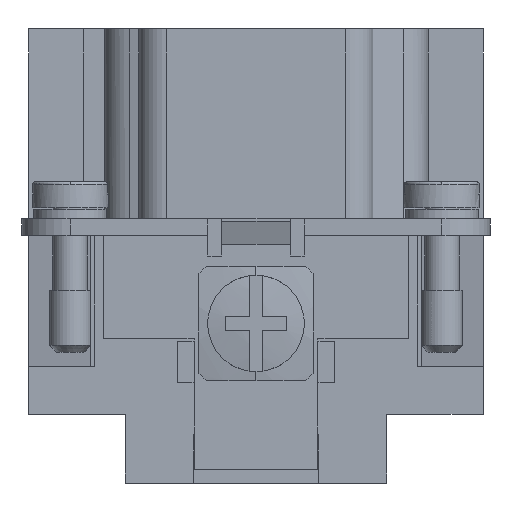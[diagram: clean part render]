
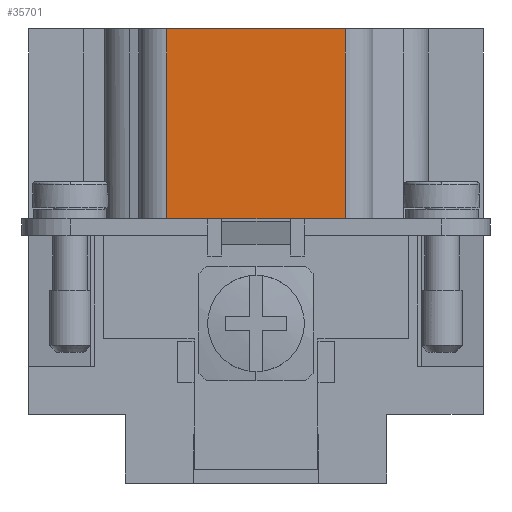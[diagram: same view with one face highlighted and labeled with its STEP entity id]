
A CAD part, left-side view. The second image highlights one B-rep face of the part: STEP entity #35701.
In plain terms, the highlighted planar face has unit normal (-1, 0, 0).
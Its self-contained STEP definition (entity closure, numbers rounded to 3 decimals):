
#33150=CARTESIAN_POINT('',(-41.5,6.5,33.));
#33151=VERTEX_POINT('',#33150);
#33159=CARTESIAN_POINT('',(-41.5,-6.5,33.));
#33160=VERTEX_POINT('',#33159);
#33161=CARTESIAN_POINT('',(-41.5,-6.5,33.));
#33162=DIRECTION('',(0.0,1.0,0.0));
#33163=VECTOR('',#33162,13.0);
#33164=LINE('',#33161,#33163);
#33165=EDGE_CURVE('',#33160,#33151,#33164,.T.);
#34644=CARTESIAN_POINT('',(-41.5,-3.5,19.2));
#34645=VERTEX_POINT('',#34644);
#34652=CARTESIAN_POINT('',(-41.5,3.5,19.2));
#34653=VERTEX_POINT('',#34652);
#34654=CARTESIAN_POINT('',(-41.5,3.5,19.2));
#34655=DIRECTION('',(0.0,-1.0,0.0));
#34656=VECTOR('',#34655,7.0);
#34657=LINE('',#34654,#34656);
#34658=EDGE_CURVE('',#34653,#34645,#34657,.T.);
#35652=CARTESIAN_POINT('',(-41.5,-6.5,19.2));
#35653=VERTEX_POINT('',#35652);
#35654=CARTESIAN_POINT('',(-41.5,-6.5,19.2));
#35655=DIRECTION('',(0.0,0.0,1.0));
#35656=VECTOR('',#35655,13.8);
#35657=LINE('',#35654,#35656);
#35658=EDGE_CURVE('',#35653,#33160,#35657,.T.);
#35671=CARTESIAN_POINT('',(-41.5,-6.5,19.2));
#35672=DIRECTION('',(-1.0,0.0,0.0));
#35673=DIRECTION('',(0.0,0.0,1.0));
#35674=AXIS2_PLACEMENT_3D('',#35671,#35672,#35673);
#35675=PLANE('',#35674);
#35676=ORIENTED_EDGE('',*,*,#33165,.T.);
#35677=CARTESIAN_POINT('',(-41.5,6.5,19.2));
#35678=VERTEX_POINT('',#35677);
#35679=CARTESIAN_POINT('',(-41.5,6.5,19.2));
#35680=DIRECTION('',(0.0,0.0,1.0));
#35681=VECTOR('',#35680,13.8);
#35682=LINE('',#35679,#35681);
#35683=EDGE_CURVE('',#35678,#33151,#35682,.T.);
#35684=ORIENTED_EDGE('',*,*,#35683,.F.);
#35685=CARTESIAN_POINT('',(-41.5,3.5,19.2));
#35686=DIRECTION('',(0.0,1.0,0.0));
#35687=VECTOR('',#35686,3.);
#35688=LINE('',#35685,#35687);
#35689=EDGE_CURVE('',#34653,#35678,#35688,.T.);
#35690=ORIENTED_EDGE('',*,*,#35689,.F.);
#35691=ORIENTED_EDGE('',*,*,#34658,.T.);
#35692=CARTESIAN_POINT('',(-41.5,-6.5,19.2));
#35693=DIRECTION('',(0.0,1.0,0.0));
#35694=VECTOR('',#35693,3.0);
#35695=LINE('',#35692,#35694);
#35696=EDGE_CURVE('',#35653,#34645,#35695,.T.);
#35697=ORIENTED_EDGE('',*,*,#35696,.F.);
#35698=ORIENTED_EDGE('',*,*,#35658,.T.);
#35699=EDGE_LOOP('',(#35676,#35684,#35690,#35691,#35697,#35698));
#35700=FACE_OUTER_BOUND('',#35699,.T.);
#35701=ADVANCED_FACE('',(#35700),#35675,.T.);
